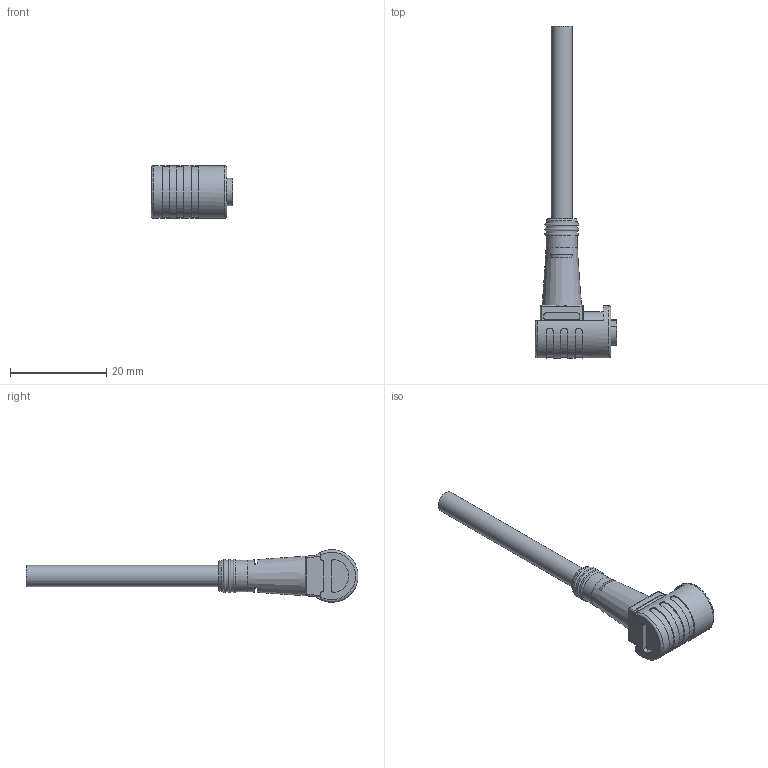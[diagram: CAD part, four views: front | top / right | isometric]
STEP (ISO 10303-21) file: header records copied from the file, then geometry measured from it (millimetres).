
FILE_DESCRIPTION(/* description */ (''),/* implementation_level */ '2;1');
FILE_NAME(/* name */ 'AL-ZWKP4_5.stp',/* time_stamp */ '2015-11-12T14:28:32+01:00',/* author */ (''),/* organization */ (''),/* preprocessor_version */ 'ST-DEVELOPER v14',/* originating_system */ 'SIEMENS PLM Software NX 8.0',/* authorisation */ '');
FILE_SCHEMA (('AP203_CONFIGURATION_CONTROLLED_3D_DESIGN_OF_MECHANICAL_PARTS_AND_ASSEMBLIES_MIM_LF { 1 0 10303 403 2 1 2}'));
Length unit declared in the file: millimetre
Products named in the file (1): AL-WKP4_5
Bounding box: 16.9 x 68.95 x 10.9 mm (x, y, z)
Volume: 2667.1 mm3; surface area: 1958.8 mm2
Topology: 1 solids, 1 shells, 117 faces, 286 edges, 183 vertices
Faces by surface type: cylinder 54, plane 52, torus 5, sphere 4, cone 2
Full cylindrical faces by diameter (mm): 1.1 x5, 4.4 x1, 6.5 x4, 6.9 x1, 8.3 x1, 10.9 x1
Entity records: 3712 total; most frequent: CARTESIAN_POINT 985, DIRECTION 572, ORIENTED_EDGE 500, EDGE_CURVE 250, AXIS2_PLACEMENT_3D 226, VERTEX_POINT 171, EDGE_LOOP 153, LINE 120
